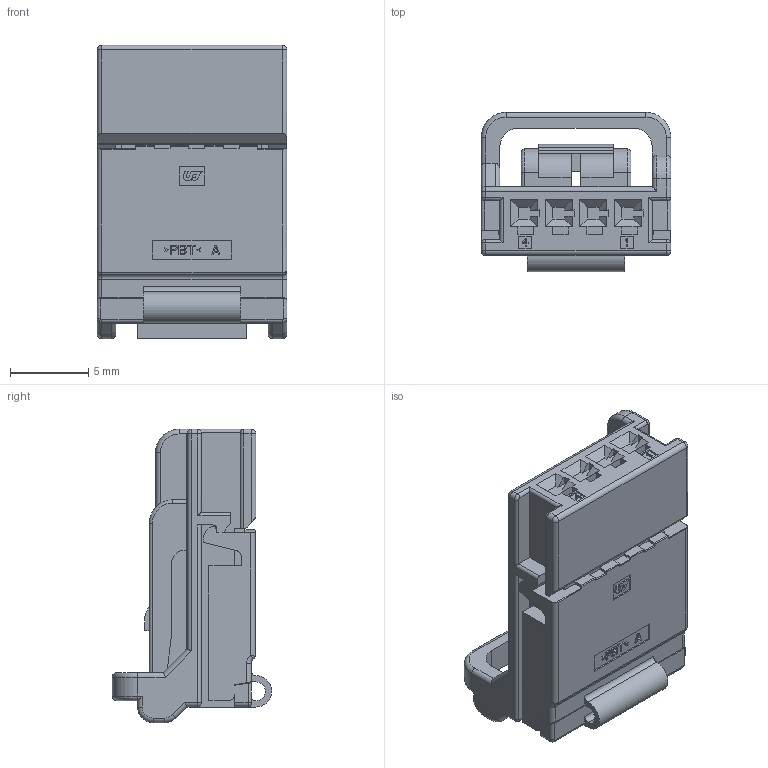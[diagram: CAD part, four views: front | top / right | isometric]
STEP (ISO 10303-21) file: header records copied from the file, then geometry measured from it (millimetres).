
FILE_DESCRIPTION((''),'2;1');
FILE_NAME('025_D_4F_HSG_A_2ND_LOCK','2023-01-04T14:15:02',('jhryu'),(''),'CREO PARAMETRIC BY PTC INC, 2017380','CREO PARAMETRIC BY PTC INC, 2017380','');
FILE_SCHEMA(('CONFIG_CONTROL_DESIGN'));
Length unit declared in the file: millimetre
Products named in the file (1): 025_D_4F_HSG_A_2ND_LOCK
Bounding box: 12.1 x 10.15 x 18.7 mm (x, y, z)
Volume: 1054.4 mm3; surface area: 1357.3 mm2
Topology: 1 solids, 1 shells, 563 faces, 1540 edges, 993 vertices
Faces by surface type: plane 394, cylinder 138, torus 18, bspline 10, sphere 3
Entity records: 17933 total; most frequent: CARTESIAN_POINT 3567, ORIENTED_EDGE 3080, DIRECTION 2830, EDGE_CURVE 1540, VECTOR 1248, LINE 1248, VERTEX_POINT 993, AXIS2_PLACEMENT_3D 791
